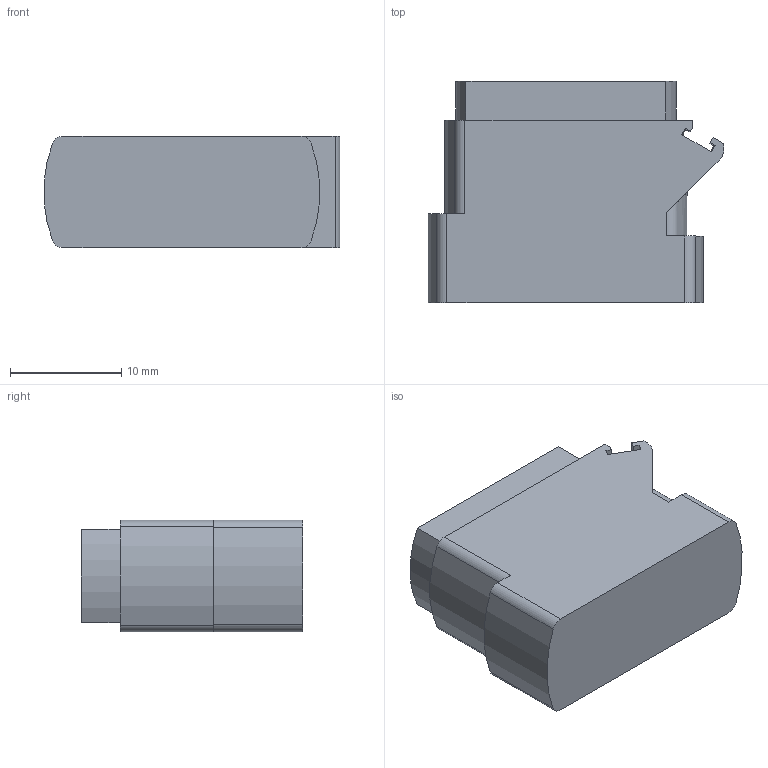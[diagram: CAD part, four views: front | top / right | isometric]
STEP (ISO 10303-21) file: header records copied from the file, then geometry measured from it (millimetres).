
FILE_DESCRIPTION((''),'2;1');
FILE_NAME('00113080902','2020-09-11T',('presta_be4'),(''),'CREO PARAMETRIC BY PTC INC, 2018360','CREO PARAMETRIC BY PTC INC, 2018360','');
FILE_SCHEMA(('CONFIG_CONTROL_DESIGN'));
Products named in the file (1): 00113080902
Bounding box: 26.57 x 19.92 x 10 mm (x, y, z)
Volume: 3662.4 mm3; surface area: 4520.8 mm2
Topology: 1 solids, 1 shells, 1566 faces, 4186 edges, 2668 vertices
Faces by surface type: plane 779, cone 312, cylinder 279, torus 196
Entity records: 55387 total; most frequent: CARTESIAN_POINT 16664, ORIENTED_EDGE 8340, DIRECTION 7872, EDGE_CURVE 4170, AXIS2_PLACEMENT_3D 2931, VERTEX_POINT 2668, VECTOR 2010, LINE 2010
